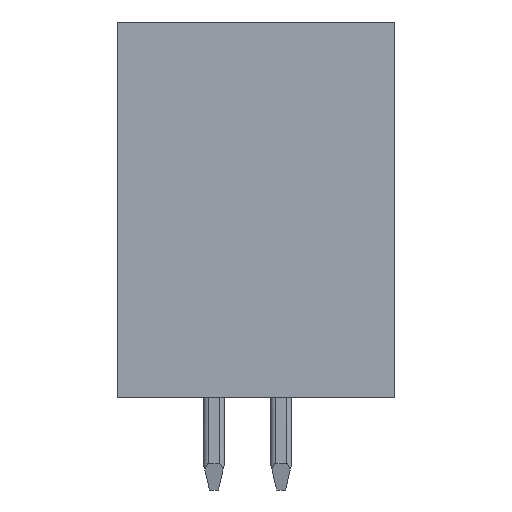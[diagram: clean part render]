
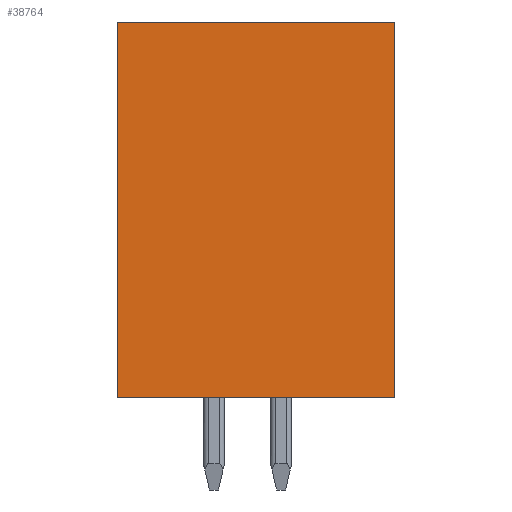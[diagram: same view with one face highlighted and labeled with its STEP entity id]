
A CAD part, front view. The second image highlights one B-rep face of the part: STEP entity #38764.
In plain terms, the highlighted planar face has unit normal (0, -1, 0).
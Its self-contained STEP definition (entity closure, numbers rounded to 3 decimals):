
#15201=DIRECTION('',(0.,0.,-1.));
#15202=VECTOR('',#15201,14.2);
#15203=CARTESIAN_POINT('',(-5.25,-40.35,7.1));
#15204=LINE('',#15203,#15202);
#15205=DIRECTION('',(-1.,0.,0.));
#15206=VECTOR('',#15205,10.5);
#15207=CARTESIAN_POINT('',(5.25,-40.35,7.1));
#15208=LINE('',#15207,#15206);
#15209=DIRECTION('',(0.,0.,1.));
#15210=VECTOR('',#15209,14.2);
#15211=CARTESIAN_POINT('',(5.25,-40.35,-7.1));
#15212=LINE('',#15211,#15210);
#15213=DIRECTION('',(1.,0.,0.));
#15214=VECTOR('',#15213,10.5);
#15215=CARTESIAN_POINT('',(-5.25,-40.35,-7.1));
#15216=LINE('',#15215,#15214);
#15325=CARTESIAN_POINT('',(-5.25,-40.35,7.1));
#15326=CARTESIAN_POINT('',(-5.25,-40.35,-7.1));
#15327=VERTEX_POINT('',#15325);
#15328=VERTEX_POINT('',#15326);
#15329=CARTESIAN_POINT('',(5.25,-40.35,-7.1));
#15330=VERTEX_POINT('',#15329);
#15331=CARTESIAN_POINT('',(5.25,-40.35,7.1));
#15332=VERTEX_POINT('',#15331);
#38753=CARTESIAN_POINT('',(0.,-40.35,0.));
#38754=DIRECTION('',(0.,-1.,0.));
#38755=DIRECTION('',(1.,0.,0.));
#38756=AXIS2_PLACEMENT_3D('',#38753,#38754,#38755);
#38757=PLANE('',#38756);
#38758=ORIENTED_EDGE('',*,*,#19048,.F.);
#38759=ORIENTED_EDGE('',*,*,#19498,.F.);
#38760=ORIENTED_EDGE('',*,*,#19591,.F.);
#38761=ORIENTED_EDGE('',*,*,#19845,.F.);
#38762=EDGE_LOOP('',(#38758,#38759,#38760,#38761));
#38763=FACE_OUTER_BOUND('',#38762,.F.);
#38764=ADVANCED_FACE('',(#38763),#38757,.T.);
#19048=EDGE_CURVE('',#15327,#15328,#15204,.T.);
#19498=EDGE_CURVE('',#15332,#15327,#15208,.T.);
#19591=EDGE_CURVE('',#15330,#15332,#15212,.T.);
#19845=EDGE_CURVE('',#15328,#15330,#15216,.T.);
